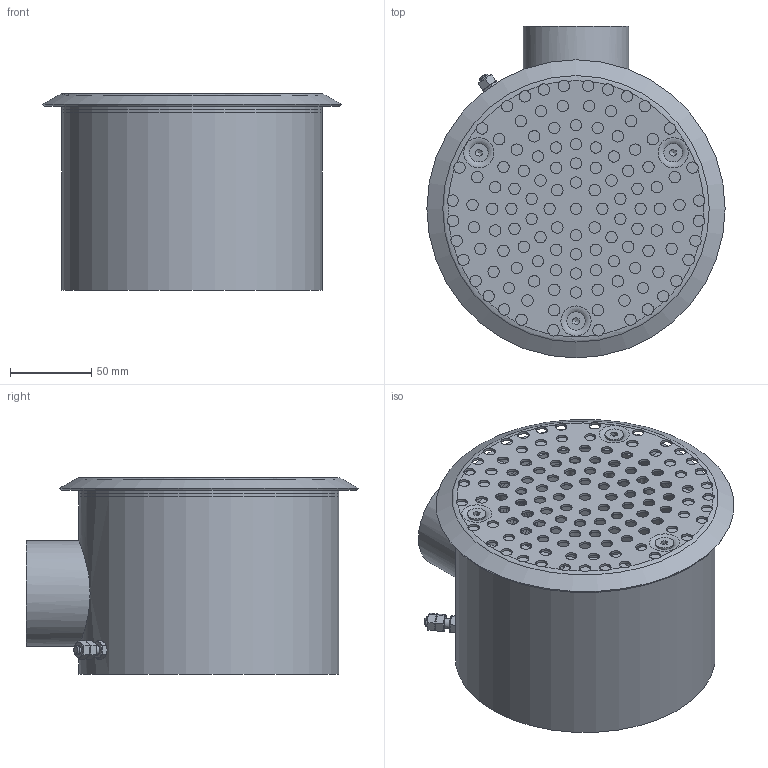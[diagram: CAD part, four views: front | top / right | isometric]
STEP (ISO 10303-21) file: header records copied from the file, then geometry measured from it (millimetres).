
FILE_DESCRIPTION(('STEP AP214'), '1');
FILE_NAME('Ð04-02 Äîííûé ñëèâ àíòèâèõðü d160 ïëåíêà', '2024-12-06T08:43:35', ('Runwill'), (''), 'C3D Converter', 'C3D Toolkit', '');
FILE_SCHEMA(('AUTOMOTIVE_DESIGN { 1 0 10303 214 3 1 1}'));
Length unit declared in the file: millimetre
Assembly tree (33 placements, depth 4):
  (unnamed)
    (unnamed)
      (unnamed)  x4
      (unnamed)  x2
      (unnamed)
      (unnamed)  x5
      (unnamed)
        (unnamed)
        (unnamed)  x2
    (unnamed)
    (unnamed)  x2
    (unnamed)  x3
    (unnamed)
    (unnamed)  x5
    (unnamed)
    (unnamed)
    (unnamed)
    (unnamed)
Bounding box: 183.4 x 204.2 x 121 mm (x, y, z)
Volume: 258603.9 mm3; surface area: 313127.4 mm2
Topology: 32 solids, 32 shells, 517 faces, 1416 edges, 919 vertices
Faces by surface type: cylinder 241, plane 177, cone 64, torus 24, sphere 9, bspline 2
Full cylindrical faces by diameter (mm): 4.917 x14, 6 x13, 7 x121, 7.5 x48, 10 x13, 11.34 x3, 65 x1, 116 x4, 157.6 x1, 160 x4
Entity records: 26181 total; most frequent: CARTESIAN_POINT 15177, DIRECTION 2015, ORIENTED_EDGE 1702, AXIS2_PLACEMENT_3D 950, EDGE_LOOP 876, EDGE_CURVE 851, VERTEX_POINT 703, CIRCLE 554
